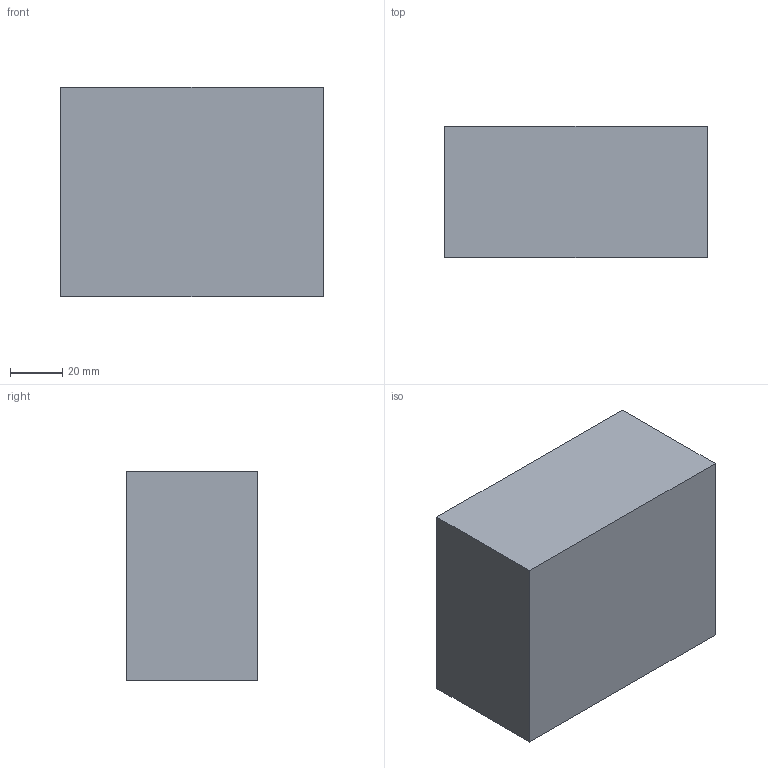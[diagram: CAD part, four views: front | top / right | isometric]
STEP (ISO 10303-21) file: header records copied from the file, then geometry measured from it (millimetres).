
FILE_DESCRIPTION((''),'2;1');
FILE_NAME('T0149176.stp','2013-02-25T17:07:26',('miko'),(''),'Autodesk Inventor 2012','Autodesk Inventor 2012','');
FILE_SCHEMA(('AUTOMOTIVE_DESIGN { 1 0 10303 214 1 1 1 1 }'));
Length unit declared in the file: millimetre
Products named in the file (1): T0149176
Bounding box: 100 x 50 x 80 mm (x, y, z)
Volume: 400000 mm3; surface area: 34000 mm2
Topology: 1 solids, 1 shells, 6 faces, 37 edges, 58 vertices
Faces by surface type: plane 6
Entity records: 503 total; most frequent: CARTESIAN_POINT 171, DIRECTION 34, DIMENSIONAL_EXPONENTS 27, PLANE_ANGLE_MEASURE_WITH_UNIT 27, UNCERTAINTY_MEASURE_WITH_UNIT 27, STYLED_ITEM 26, MECHANICAL_DESIGN_GEOMETRIC_PRESENTATION_REPRESENTATION 26, ORIENTED_EDGE 24
